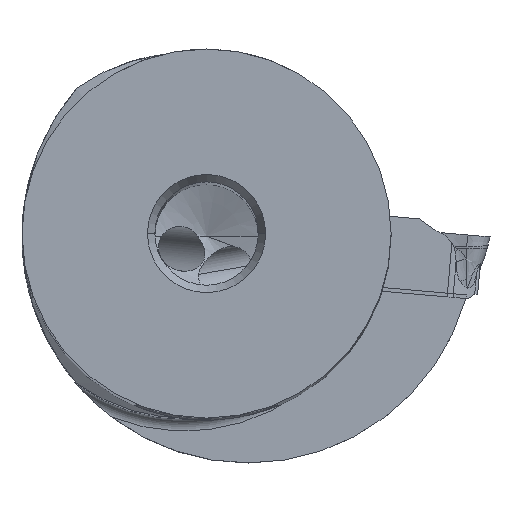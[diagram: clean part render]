
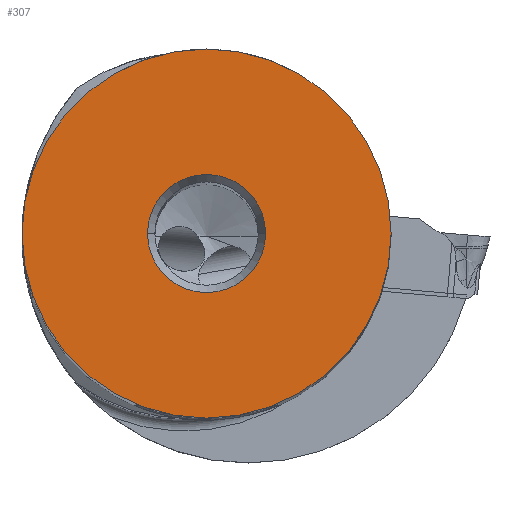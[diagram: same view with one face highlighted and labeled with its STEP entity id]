
A CAD part, top view. The second image highlights one B-rep face of the part: STEP entity #307.
In plain terms, the highlighted planar face has unit normal (0, 0, 1).
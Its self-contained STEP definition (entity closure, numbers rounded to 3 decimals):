
#49=FACE_BOUND('',#680,.T.);
#50=FACE_BOUND('',#681,.T.);
#307=ADVANCED_FACE('',(#49,#50),#396,.F.);
#396=PLANE('',#3432);
#680=EDGE_LOOP('',(#1349,#1350));
#681=EDGE_LOOP('',(#1351,#1352));
#1349=ORIENTED_EDGE('',*,*,#2332,.F.);
#1350=ORIENTED_EDGE('',*,*,#2339,.F.);
#1351=ORIENTED_EDGE('',*,*,#2344,.F.);
#1352=ORIENTED_EDGE('',*,*,#2345,.F.);
#1918=VERTEX_POINT('',#9001);
#1919=VERTEX_POINT('',#9002);
#1928=VERTEX_POINT('',#9025);
#1929=VERTEX_POINT('',#9026);
#2332=EDGE_CURVE('',#1918,#1919,#2781,.T.);
#2339=EDGE_CURVE('',#1919,#1918,#2782,.T.);
#2344=EDGE_CURVE('',#1928,#1929,#2783,.T.);
#2345=EDGE_CURVE('',#1929,#1928,#2784,.T.);
#2781=CIRCLE('',#3422,12.5);
#2782=CIRCLE('',#3426,12.5);
#2783=CIRCLE('',#3430,4.);
#2784=CIRCLE('',#3431,4.);
#3422=AXIS2_PLACEMENT_3D('',#9000,#3915,#3916);
#3426=AXIS2_PLACEMENT_3D('',#9014,#3927,#3928);
#3430=AXIS2_PLACEMENT_3D('',#9024,#3937,#3938);
#3431=AXIS2_PLACEMENT_3D('',#9027,#3939,#3940);
#3432=AXIS2_PLACEMENT_3D('',#9028,#3941,#3942);
#3915=DIRECTION('',(0.,0.,-1.));
#3916=DIRECTION('',(1.,0.,0.));
#3927=DIRECTION('',(0.,0.,-1.));
#3928=DIRECTION('',(-1.,0.,0.));
#3937=DIRECTION('',(0.,0.,1.));
#3938=DIRECTION('',(1.,0.,0.));
#3939=DIRECTION('',(0.,0.,1.));
#3940=DIRECTION('',(-1.,0.,0.));
#3941=DIRECTION('',(0.,0.,-1.));
#3942=DIRECTION('',(-1.,0.,0.));
#9000=CARTESIAN_POINT('',(0.,0.,0.));
#9001=CARTESIAN_POINT('',(12.5,0.,0.));
#9002=CARTESIAN_POINT('',(-12.5,0.,0.));
#9014=CARTESIAN_POINT('',(0.,0.,0.));
#9024=CARTESIAN_POINT('',(0.,0.,0.));
#9025=CARTESIAN_POINT('',(4.,0.,0.));
#9026=CARTESIAN_POINT('',(-4.,0.,0.));
#9027=CARTESIAN_POINT('',(0.,0.,0.));
#9028=CARTESIAN_POINT('',(0.,0.,0.));
